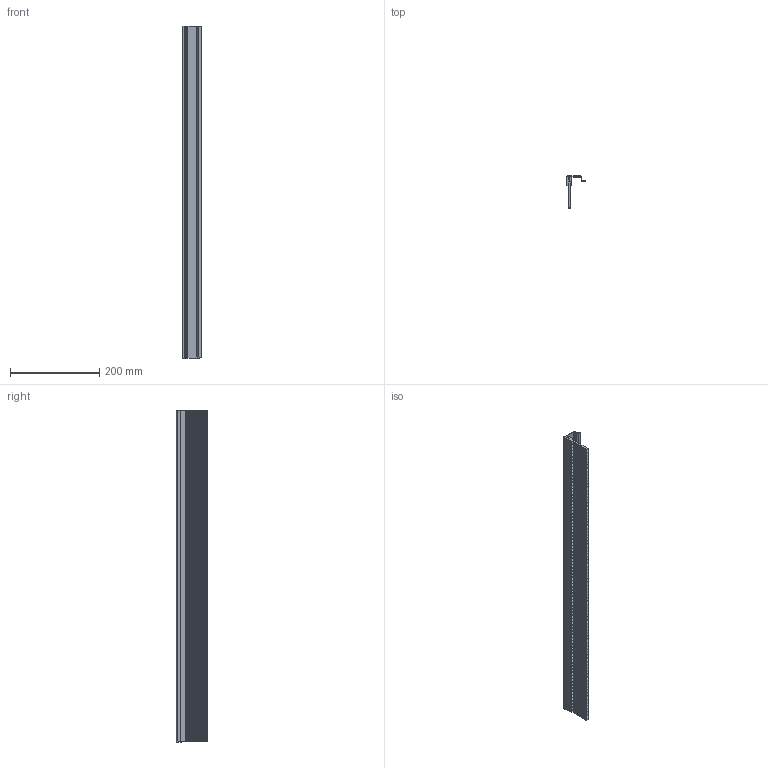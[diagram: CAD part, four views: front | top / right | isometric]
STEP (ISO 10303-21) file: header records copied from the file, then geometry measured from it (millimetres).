
FILE_DESCRIPTION (( 'STEP AP214' ), '1' );
FILE_NAME ('923.101.STEP', '2024-09-18T10:35:08', ( '' ), ( '' ), 'SwSTEP 2.0', 'SolidWorks 2021', '' );
FILE_SCHEMA (( 'AUTOMOTIVE_DESIGN' ));
Length unit declared in the file: millimetre
Products named in the file (3): 923.100.001; Ùåòêà W1000; 923.101
Assembly tree (2 placements, depth 2):
  923.101
    923.100.001
    Ùåòêà W1000
Bounding box: 43.5 x 70.5 x 742 mm (x, y, z)
Volume: 272388.9 mm3; surface area: 297280.9 mm2
Topology: 2 solids, 2 shells, 1534 faces, 3826 edges, 2296 vertices
Faces by surface type: plane 1518, cylinder 16
Entity records: 43834 total; most frequent: CARTESIAN_POINT 7661, ORIENTED_EDGE 7652, DIRECTION 6936, EDGE_CURVE 3826, LINE 3794, VECTOR 3794, VERTEX_POINT 2296, AXIS2_PLACEMENT_3D 1571
